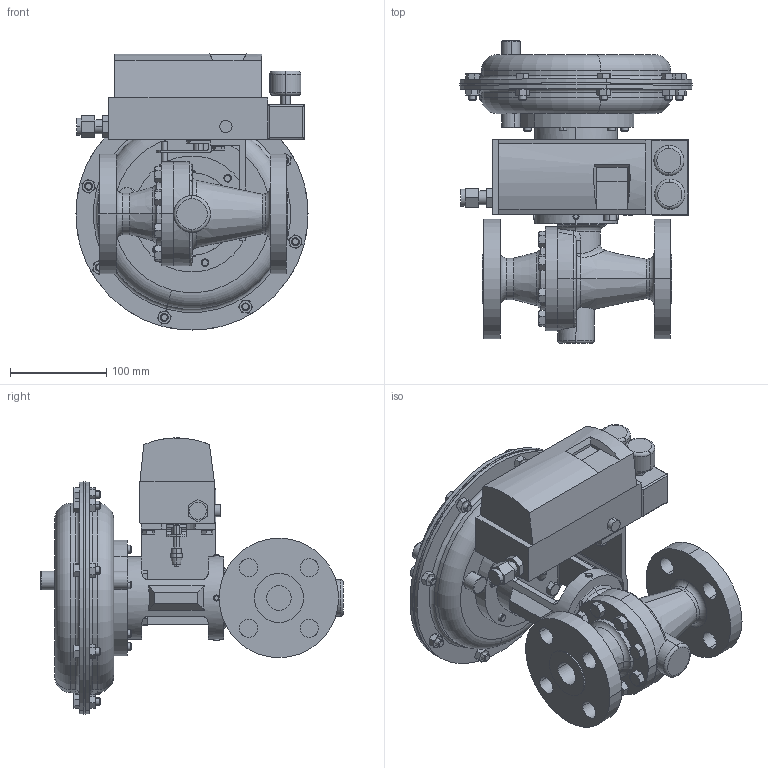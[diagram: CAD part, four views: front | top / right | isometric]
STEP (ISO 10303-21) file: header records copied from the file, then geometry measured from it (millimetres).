
FILE_DESCRIPTION (( 'STEP AP203' ), '1' );
FILE_NAME ('70SP-100-CS+S6-I3-35M-16IQ.STEP', '2017-09-11T16:56:36', ( '' ), ( '' ), 'SwSTEP 2.0', 'SolidWorks 2014', '' );
FILE_SCHEMA (( 'CONFIG_CONTROL_DESIGN' ));
Length unit declared in the file: inch
Products named in the file (1): 70SP-100-CS+S6-I3-35M-16IQ
Bounding box: 240.92 x 313.98 x 286.54 mm (x, y, z)
Volume: 5094000.9 mm3; surface area: 676914.4 mm2
Topology: 54 solids, 54 shells, 1065 faces, 2307 edges, 1390 vertices
Faces by surface type: plane 461, cone 361, cylinder 197, torus 35, bspline 7, sphere 4
Entity records: 31730 total; most frequent: CARTESIAN_POINT 9215, DIRECTION 4615, ORIENTED_EDGE 4590, EDGE_CURVE 2295, AXIS2_PLACEMENT_3D 1855, VERTEX_POINT 1390, EDGE_LOOP 1137, FACE_OUTER_BOUND 1065
